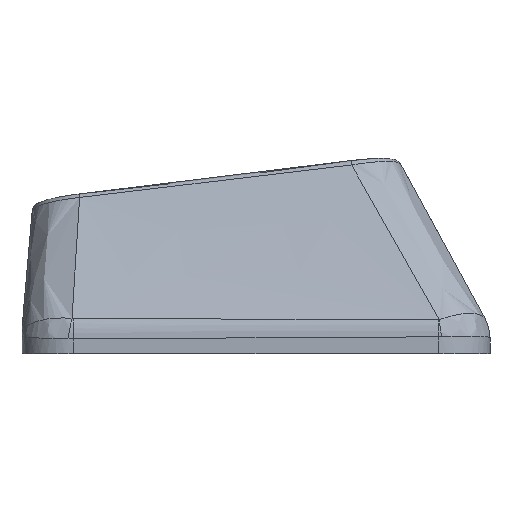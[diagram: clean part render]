
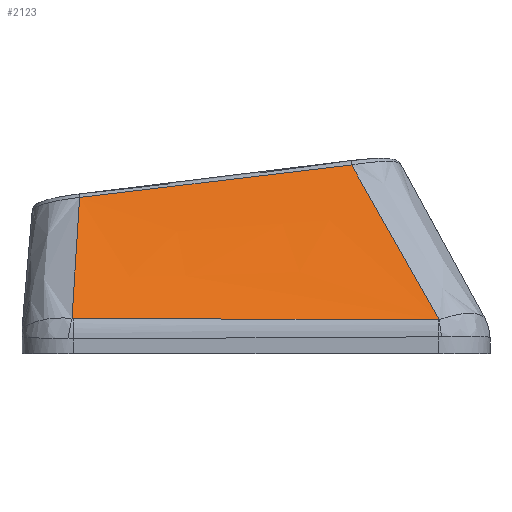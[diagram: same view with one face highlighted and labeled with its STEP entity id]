
A CAD part, left-side view. The second image highlights one B-rep face of the part: STEP entity #2123.
In plain terms, the highlighted free-form (B-spline) face has degree [3, 3] with [4, 4] control points.
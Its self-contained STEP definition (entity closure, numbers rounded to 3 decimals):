
#101=B_SPLINE_SURFACE_WITH_KNOTS('',3,3,((#4309,#4310,#4311,#4312),(#4313,
#4314,#4315,#4316),(#4317,#4318,#4319,#4320),(#4321,#4322,#4323,#4324)),
 .UNSPECIFIED.,.F.,.F.,.F.,(4,4),(4,4),(0.1,0.893),
(0.029,0.952),.UNSPECIFIED.);
#329=FACE_OUTER_BOUND('',#431,.T.);
#431=EDGE_LOOP('',(#1729,#1730,#1731,#1732,#1733,#1734));
#667=B_SPLINE_CURVE_WITH_KNOTS('',3,(#4074,#4075,#4076,#4077),
 .UNSPECIFIED.,.F.,.F.,(4,4),(0.,0.003),.UNSPECIFIED.);
#669=B_SPLINE_CURVE_WITH_KNOTS('',3,(#4101,#4102,#4103,#4104),
 .UNSPECIFIED.,.F.,.F.,(4,4),(0.,1.416),.UNSPECIFIED.);
#671=B_SPLINE_CURVE_WITH_KNOTS('',3,(#4128,#4129,#4130,#4131),
 .UNSPECIFIED.,.F.,.F.,(4,4),(0.,0.005),
 .UNSPECIFIED.);
#680=B_SPLINE_CURVE_WITH_KNOTS('',3,(#4300,#4301,#4302,#4303),
 .UNSPECIFIED.,.F.,.F.,(4,4),(-0.573,-0.02),
 .UNSPECIFIED.);
#682=B_SPLINE_CURVE_WITH_KNOTS('',3,(#4326,#4327,#4328,#4329),
 .UNSPECIFIED.,.F.,.F.,(4,4),(0.023,0.774),
 .UNSPECIFIED.);
#683=B_SPLINE_CURVE_WITH_KNOTS('',3,(#4330,#4331,#4332,#4333),
 .UNSPECIFIED.,.F.,.F.,(4,4),(-1.063,0.),.UNSPECIFIED.);
#905=VERTEX_POINT('',#4036);
#907=VERTEX_POINT('',#4067);
#909=VERTEX_POINT('',#4094);
#911=VERTEX_POINT('',#4121);
#926=VERTEX_POINT('',#4299);
#927=VERTEX_POINT('',#4325);
#1189=EDGE_CURVE('',#905,#907,#667,.T.);
#1192=EDGE_CURVE('',#907,#909,#669,.T.);
#1195=EDGE_CURVE('',#909,#911,#671,.T.);
#1215=EDGE_CURVE('',#911,#926,#680,.T.);
#1217=EDGE_CURVE('',#927,#905,#682,.T.);
#1218=EDGE_CURVE('',#926,#927,#683,.T.);
#1729=ORIENTED_EDGE('',*,*,#1195,.F.);
#1730=ORIENTED_EDGE('',*,*,#1192,.F.);
#1731=ORIENTED_EDGE('',*,*,#1189,.F.);
#1732=ORIENTED_EDGE('',*,*,#1217,.F.);
#1733=ORIENTED_EDGE('',*,*,#1218,.F.);
#1734=ORIENTED_EDGE('',*,*,#1215,.F.);
#2123=ADVANCED_FACE('',(#329),#101,.T.);
#4036=CARTESIAN_POINT('',(-11.308,-7.107,0.314));
#4067=CARTESIAN_POINT('',(-11.308,-7.077,0.312));
#4074=CARTESIAN_POINT('Ctrl Pts',(-11.308,-7.107,0.314));
#4075=CARTESIAN_POINT('Ctrl Pts',(-11.308,-7.097,0.312));
#4076=CARTESIAN_POINT('Ctrl Pts',(-11.308,-7.087,0.312));
#4077=CARTESIAN_POINT('Ctrl Pts',(-11.308,-7.077,0.312));
#4094=CARTESIAN_POINT('',(-11.236,7.086,0.363));
#4101=CARTESIAN_POINT('Ctrl Pts',(-11.308,-7.077,0.312));
#4102=CARTESIAN_POINT('Ctrl Pts',(-11.29,-2.357,0.327));
#4103=CARTESIAN_POINT('Ctrl Pts',(-11.268,2.364,0.344));
#4104=CARTESIAN_POINT('Ctrl Pts',(-11.236,7.086,0.363));
#4121=CARTESIAN_POINT('',(-11.233,7.14,0.368));
#4128=CARTESIAN_POINT('Ctrl Pts',(-11.236,7.086,0.363));
#4129=CARTESIAN_POINT('Ctrl Pts',(-11.236,7.104,0.363));
#4130=CARTESIAN_POINT('Ctrl Pts',(-11.235,7.122,0.365));
#4131=CARTESIAN_POINT('Ctrl Pts',(-11.233,7.14,0.368));
#4299=CARTESIAN_POINT('',(-8.341,6.845,5.059));
#4300=CARTESIAN_POINT('Ctrl Pts',(-11.233,7.14,0.368));
#4301=CARTESIAN_POINT('Ctrl Pts',(-10.264,7.035,1.929));
#4302=CARTESIAN_POINT('Ctrl Pts',(-9.299,6.935,3.493));
#4303=CARTESIAN_POINT('Ctrl Pts',(-8.341,6.845,5.059));
#4309=CARTESIAN_POINT('Ctrl Pts',(-8.332,-4.091,6.366));
#4310=CARTESIAN_POINT('Ctrl Pts',(-9.324,-5.096,4.348));
#4311=CARTESIAN_POINT('Ctrl Pts',(-10.316,-6.102,2.33));
#4312=CARTESIAN_POINT('Ctrl Pts',(-11.308,-7.108,0.312));
#4313=CARTESIAN_POINT('Ctrl Pts',(-8.332,-0.346,
5.923));
#4314=CARTESIAN_POINT('Ctrl Pts',(-9.324,-1.017,4.046));
#4315=CARTESIAN_POINT('Ctrl Pts',(-10.316,-1.688,2.168));
#4316=CARTESIAN_POINT('Ctrl Pts',(-11.308,-2.359,0.29));
#4317=CARTESIAN_POINT('Ctrl Pts',(-8.332,3.398,5.481));
#4318=CARTESIAN_POINT('Ctrl Pts',(-9.324,3.062,3.743));
#4319=CARTESIAN_POINT('Ctrl Pts',(-10.316,2.726,2.006));
#4320=CARTESIAN_POINT('Ctrl Pts',(-11.308,2.391,0.269));
#4321=CARTESIAN_POINT('Ctrl Pts',(-8.332,7.142,5.038));
#4322=CARTESIAN_POINT('Ctrl Pts',(-9.324,7.141,3.441));
#4323=CARTESIAN_POINT('Ctrl Pts',(-10.316,7.141,1.844));
#4324=CARTESIAN_POINT('Ctrl Pts',(-11.308,7.14,0.247));
#4325=CARTESIAN_POINT('',(-8.332,-3.708,6.321));
#4326=CARTESIAN_POINT('Ctrl Pts',(-8.332,-3.708,6.321));
#4327=CARTESIAN_POINT('Ctrl Pts',(-9.33,-4.847,4.323));
#4328=CARTESIAN_POINT('Ctrl Pts',(-10.321,-5.979,2.32));
#4329=CARTESIAN_POINT('Ctrl Pts',(-11.308,-7.107,0.314));
#4330=CARTESIAN_POINT('Ctrl Pts',(-8.341,6.845,5.059));
#4331=CARTESIAN_POINT('Ctrl Pts',(-8.338,3.327,5.477));
#4332=CARTESIAN_POINT('Ctrl Pts',(-8.335,-0.19,
5.898));
#4333=CARTESIAN_POINT('Ctrl Pts',(-8.332,-3.708,6.321));
